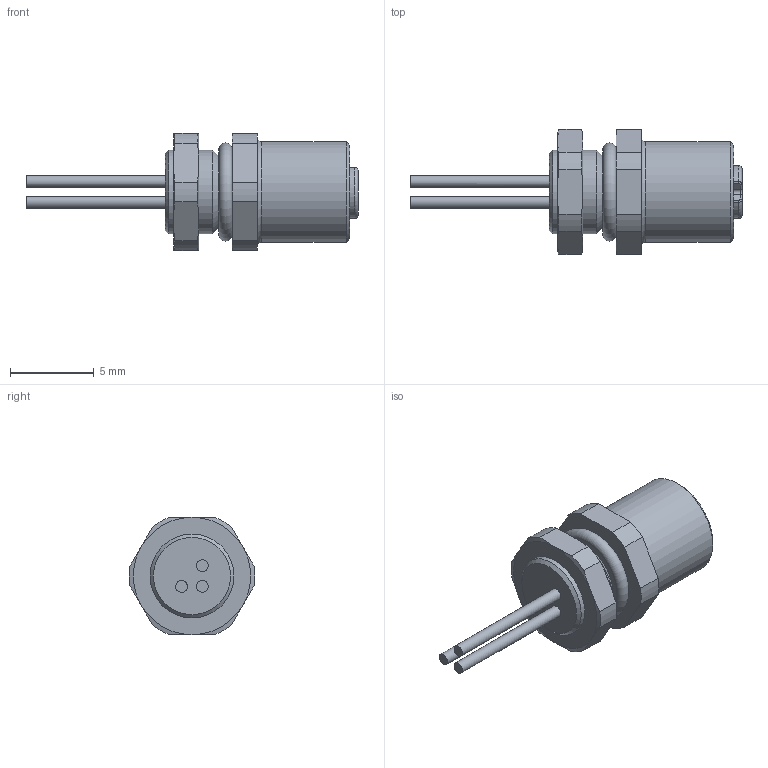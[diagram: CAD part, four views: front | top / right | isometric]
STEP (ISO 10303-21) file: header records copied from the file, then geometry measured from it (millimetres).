
FILE_DESCRIPTION(/* description */ ('STEP AP214'),/* implementation_level */ '2;1');
FILE_NAME(/* name */ 'psolqas_9180_0',/* time_stamp */ '2022-03-31T12:16:14+02:00',/* author */ ('License CC BY-ND 4.0'),/* organization */ ('CADENAS'),/* preprocessor_version */ 'ST-DEVELOPER v18.1',/* originating_system */ 'PARTsolutions',/* authorisation */ ' ');
FILE_SCHEMA (('AUTOMOTIVE_DESIGN {1 0 10303 214 3 1 1}'));
Length unit declared in the file: metre
Products named in the file (1): kbor5F1Cps4v
Bounding box: 19.8 x 7.49 x 7 mm (x, y, z)
Volume: 308.2 mm3; surface area: 535.8 mm2
Topology: 1 solids, 1 shells, 124 faces, 295 edges, 185 vertices
Faces by surface type: plane 47, cone 36, cylinder 34, torus 5, bspline 2
Full cylindrical faces by diameter (mm): 0.5 x3, 0.52 x3, 0.55 x1, 0.7 x3, 3.15 x1, 4.35 x1, 4.459 x1, 5 x2, 5.2 x1, 6 x1
Entity records: 3419 total; most frequent: CARTESIAN_POINT 782, DIRECTION 568, ORIENTED_EDGE 486, AXIS2_PLACEMENT_3D 254, EDGE_CURVE 243, FACE_BOUND 171, VERTEX_POINT 168, EDGE_LOOP 168
